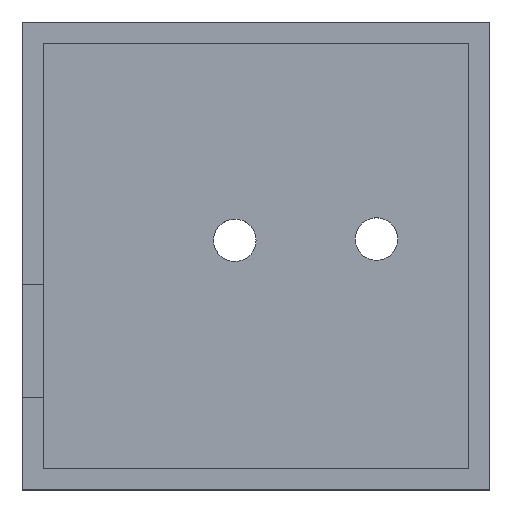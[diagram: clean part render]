
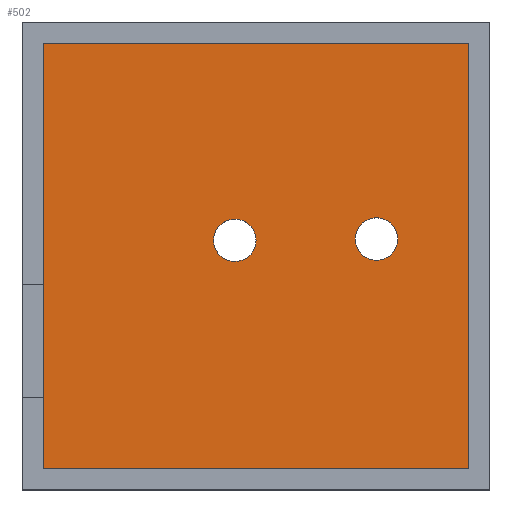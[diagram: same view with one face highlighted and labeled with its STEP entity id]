
A CAD part, top view. The second image highlights one B-rep face of the part: STEP entity #502.
In plain terms, the highlighted planar face has unit normal (0, 0, 1).
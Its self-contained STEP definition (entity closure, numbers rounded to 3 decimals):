
#267 = VERTEX_POINT('',#268);
#268 = CARTESIAN_POINT('',(1.5,6.5,3.));
#291 = VERTEX_POINT('',#292);
#292 = CARTESIAN_POINT('',(1.5,14.5,3.));
#298 = EDGE_CURVE('',#291,#267,#299,.T.);
#299 = LINE('',#300,#301);
#300 = CARTESIAN_POINT('',(1.5,14.5,3.));
#301 = VECTOR('',#302,1.);
#302 = DIRECTION('',(0.,-1.,0.));
#344 = VERTEX_POINT('',#345);
#345 = CARTESIAN_POINT('',(16.5,17.606,3.));
#351 = EDGE_CURVE('',#344,#344,#352,.T.);
#352 = CIRCLE('',#353,1.5);
#353 = AXIS2_PLACEMENT_3D('',#354,#355,#356);
#354 = CARTESIAN_POINT('',(15.,17.606,3.));
#355 = DIRECTION('',(0.,0.,1.));
#356 = DIRECTION('',(1.,0.,-0.));
#369 = VERTEX_POINT('',#370);
#370 = CARTESIAN_POINT('',(26.5,17.699,3.));
#376 = EDGE_CURVE('',#369,#369,#377,.T.);
#377 = CIRCLE('',#378,1.5);
#378 = AXIS2_PLACEMENT_3D('',#379,#380,#381);
#379 = CARTESIAN_POINT('',(25.,17.699,3.));
#380 = DIRECTION('',(0.,0.,1.));
#381 = DIRECTION('',(1.,0.,-0.));
#395 = EDGE_CURVE('',#267,#396,#398,.T.);
#396 = VERTEX_POINT('',#397);
#397 = CARTESIAN_POINT('',(1.5,1.5,3.));
#398 = LINE('',#399,#400);
#399 = CARTESIAN_POINT('',(1.5,31.5,3.));
#400 = VECTOR('',#401,1.);
#401 = DIRECTION('',(0.,-1.,0.));
#418 = EDGE_CURVE('',#396,#419,#421,.T.);
#419 = VERTEX_POINT('',#420);
#420 = CARTESIAN_POINT('',(31.5,1.5,3.));
#421 = LINE('',#422,#423);
#422 = CARTESIAN_POINT('',(1.5,1.5,3.));
#423 = VECTOR('',#424,1.);
#424 = DIRECTION('',(1.,0.,0.));
#442 = EDGE_CURVE('',#419,#443,#445,.T.);
#443 = VERTEX_POINT('',#444);
#444 = CARTESIAN_POINT('',(31.5,31.5,3.));
#445 = LINE('',#446,#447);
#446 = CARTESIAN_POINT('',(31.5,1.5,3.));
#447 = VECTOR('',#448,1.);
#448 = DIRECTION('',(0.,1.,0.));
#466 = EDGE_CURVE('',#443,#467,#469,.T.);
#467 = VERTEX_POINT('',#468);
#468 = CARTESIAN_POINT('',(1.5,31.5,3.));
#469 = LINE('',#470,#471);
#470 = CARTESIAN_POINT('',(31.5,31.5,3.));
#471 = VECTOR('',#472,1.);
#472 = DIRECTION('',(-1.,0.,0.));
#491 = EDGE_CURVE('',#467,#291,#492,.T.);
#492 = LINE('',#493,#494);
#493 = CARTESIAN_POINT('',(1.5,31.5,3.));
#494 = VECTOR('',#495,1.);
#495 = DIRECTION('',(0.,-1.,0.));
#502 = ADVANCED_FACE('',(#503,#511,#514),#517,.T.);
#503 = FACE_BOUND('',#504,.T.);
#504 = EDGE_LOOP('',(#505,#506,#507,#508,#509,#510));
#505 = ORIENTED_EDGE('',*,*,#418,.T.);
#506 = ORIENTED_EDGE('',*,*,#442,.T.);
#507 = ORIENTED_EDGE('',*,*,#466,.T.);
#508 = ORIENTED_EDGE('',*,*,#491,.T.);
#509 = ORIENTED_EDGE('',*,*,#298,.T.);
#510 = ORIENTED_EDGE('',*,*,#395,.T.);
#511 = FACE_BOUND('',#512,.T.);
#512 = EDGE_LOOP('',(#513));
#513 = ORIENTED_EDGE('',*,*,#351,.F.);
#514 = FACE_BOUND('',#515,.T.);
#515 = EDGE_LOOP('',(#516));
#516 = ORIENTED_EDGE('',*,*,#376,.F.);
#517 = PLANE('',#518);
#518 = AXIS2_PLACEMENT_3D('',#519,#520,#521);
#519 = CARTESIAN_POINT('',(16.5,16.5,3.));
#520 = DIRECTION('',(0.,0.,1.));
#521 = DIRECTION('',(1.,0.,0.));
